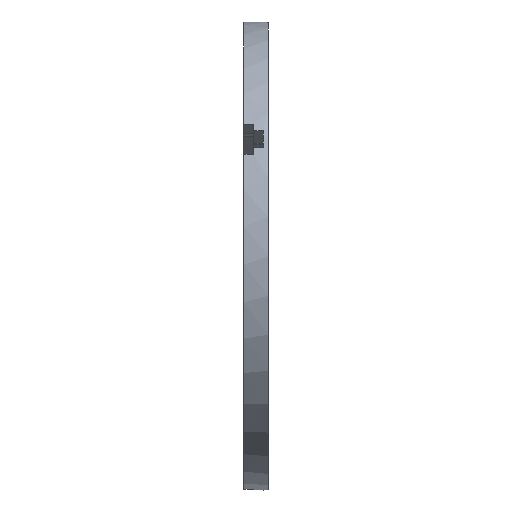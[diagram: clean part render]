
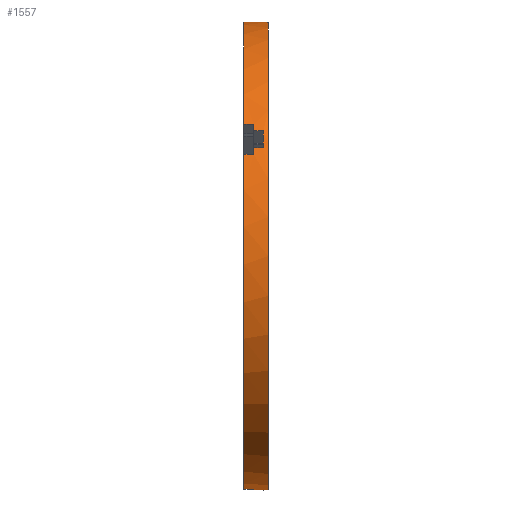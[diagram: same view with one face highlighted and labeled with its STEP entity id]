
A CAD part, left-side view. The second image highlights one B-rep face of the part: STEP entity #1557.
In plain terms, the highlighted cylindrical face has radius 60.325 mm (diameter 120.65 mm), a full revolution.
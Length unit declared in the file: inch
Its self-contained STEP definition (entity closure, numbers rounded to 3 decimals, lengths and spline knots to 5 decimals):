
#24=LINE($,#2405,#120);
#27=LINE($,#2412,#123);
#40=LINE($,#2470,#136);
#44=LINE($,#2477,#140);
#52=LINE($,#2501,#148);
#55=LINE($,#2508,#151);
#68=LINE($,#2566,#164);
#72=LINE($,#2573,#168);
#80=LINE($,#2594,#176);
#81=LINE($,#2598,#177);
#82=LINE($,#2602,#178);
#83=LINE($,#2605,#179);
#120=VECTOR($,#1938,0.1);
#123=VECTOR($,#1943,0.1);
#136=VECTOR($,#1998,0.1);
#140=VECTOR($,#2008,0.1);
#148=VECTOR($,#2042,0.1);
#151=VECTOR($,#2047,0.1);
#164=VECTOR($,#2102,0.1);
#168=VECTOR($,#2112,0.1);
#176=VECTOR($,#2142,0.1);
#177=VECTOR($,#2145,0.1);
#178=VECTOR($,#2148,0.1);
#179=VECTOR($,#2151,0.1);
#292=FACE_BOUND($,#518,.T.);
#387=FACE_OUTER_BOUND($,#517,.T.);
#517=EDGE_LOOP($,(#1304,#1305,#1306,#1307,#1308,#1309,#1310,#1311,#1312,
#1313,#1314,#1315,#1316,#1317,#1318,#1319,#1320,#1321,#1322,#1323,#1324,
#1325,#1326,#1327,#1328));
#518=EDGE_LOOP($,(#1329));
#592=CIRCLE($,#1608,2.375);
#593=CIRCLE($,#1609,2.375);
#597=CIRCLE($,#1613,2.375);
#601=CIRCLE($,#1617,2.375);
#628=CIRCLE($,#1660,2.375);
#632=CIRCLE($,#1664,2.375);
#636=CIRCLE($,#1669,2.375);
#646=CIRCLE($,#1698,2.375);
#650=CIRCLE($,#1702,2.375);
#654=CIRCLE($,#1707,2.375);
#663=CIRCLE($,#1732,2.375);
#664=CIRCLE($,#1733,2.375);
#665=CIRCLE($,#1734,2.375);
#666=CIRCLE($,#1735,2.375);
#692=VERTEX_POINT($,#2277);
#701=VERTEX_POINT($,#2296);
#702=VERTEX_POINT($,#2299);
#709=VERTEX_POINT($,#2313);
#710=VERTEX_POINT($,#2315);
#717=VERTEX_POINT($,#2329);
#718=VERTEX_POINT($,#2331);
#747=VERTEX_POINT($,#2404);
#749=VERTEX_POINT($,#2410);
#750=VERTEX_POINT($,#2411);
#758=VERTEX_POINT($,#2430);
#759=VERTEX_POINT($,#2432);
#765=VERTEX_POINT($,#2446);
#777=VERTEX_POINT($,#2500);
#779=VERTEX_POINT($,#2506);
#780=VERTEX_POINT($,#2507);
#788=VERTEX_POINT($,#2526);
#789=VERTEX_POINT($,#2528);
#795=VERTEX_POINT($,#2542);
#806=VERTEX_POINT($,#2593);
#807=VERTEX_POINT($,#2595);
#808=VERTEX_POINT($,#2597);
#809=VERTEX_POINT($,#2599);
#810=VERTEX_POINT($,#2601);
#811=VERTEX_POINT($,#2603);
#812=VERTEX_POINT($,#2606);
#856=EDGE_CURVE($,#701,#692,#592,.T.);
#857=EDGE_CURVE($,#692,#702,#593,.T.);
#865=EDGE_CURVE($,#709,#710,#597,.T.);
#873=EDGE_CURVE($,#717,#718,#601,.T.);
#903=EDGE_CURVE($,#701,#747,#24,.T.);
#906=EDGE_CURVE($,#749,#750,#27,.T.);
#910=EDGE_CURVE($,#747,#749,#628,.T.);
#917=EDGE_CURVE($,#759,#758,#632,.T.);
#924=EDGE_CURVE($,#750,#765,#636,.T.);
#935=EDGE_CURVE($,#758,#718,#40,.T.);
#939=EDGE_CURVE($,#765,#759,#44,.T.);
#949=EDGE_CURVE($,#717,#777,#52,.T.);
#952=EDGE_CURVE($,#779,#780,#55,.T.);
#956=EDGE_CURVE($,#777,#779,#646,.T.);
#963=EDGE_CURVE($,#789,#788,#650,.T.);
#970=EDGE_CURVE($,#780,#795,#654,.T.);
#981=EDGE_CURVE($,#788,#710,#68,.T.);
#985=EDGE_CURVE($,#795,#789,#72,.T.);
#994=EDGE_CURVE($,#709,#806,#80,.T.);
#995=EDGE_CURVE($,#806,#807,#663,.T.);
#996=EDGE_CURVE($,#807,#808,#81,.T.);
#997=EDGE_CURVE($,#808,#809,#664,.T.);
#998=EDGE_CURVE($,#809,#810,#82,.T.);
#999=EDGE_CURVE($,#810,#811,#665,.T.);
#1000=EDGE_CURVE($,#811,#702,#83,.T.);
#1001=EDGE_CURVE($,#812,#812,#666,.T.);
#1304=ORIENTED_EDGE($,*,*,#903,.T.);
#1305=ORIENTED_EDGE($,*,*,#910,.T.);
#1306=ORIENTED_EDGE($,*,*,#906,.T.);
#1307=ORIENTED_EDGE($,*,*,#924,.T.);
#1308=ORIENTED_EDGE($,*,*,#939,.T.);
#1309=ORIENTED_EDGE($,*,*,#917,.T.);
#1310=ORIENTED_EDGE($,*,*,#935,.T.);
#1311=ORIENTED_EDGE($,*,*,#873,.F.);
#1312=ORIENTED_EDGE($,*,*,#949,.T.);
#1313=ORIENTED_EDGE($,*,*,#956,.T.);
#1314=ORIENTED_EDGE($,*,*,#952,.T.);
#1315=ORIENTED_EDGE($,*,*,#970,.T.);
#1316=ORIENTED_EDGE($,*,*,#985,.T.);
#1317=ORIENTED_EDGE($,*,*,#963,.T.);
#1318=ORIENTED_EDGE($,*,*,#981,.T.);
#1319=ORIENTED_EDGE($,*,*,#865,.F.);
#1320=ORIENTED_EDGE($,*,*,#994,.T.);
#1321=ORIENTED_EDGE($,*,*,#995,.T.);
#1322=ORIENTED_EDGE($,*,*,#996,.T.);
#1323=ORIENTED_EDGE($,*,*,#997,.T.);
#1324=ORIENTED_EDGE($,*,*,#998,.T.);
#1325=ORIENTED_EDGE($,*,*,#999,.T.);
#1326=ORIENTED_EDGE($,*,*,#1000,.T.);
#1327=ORIENTED_EDGE($,*,*,#857,.F.);
#1328=ORIENTED_EDGE($,*,*,#856,.F.);
#1329=ORIENTED_EDGE($,*,*,#1001,.F.);
#1486=CYLINDRICAL_SURFACE($,#1731,2.375);
#1557=ADVANCED_FACE($,(#387,#292),#1486,.T.);
#1608=AXIS2_PLACEMENT_3D($,#2298,#1827,#1828);
#1609=AXIS2_PLACEMENT_3D($,#2300,#1829,#1830);
#1613=AXIS2_PLACEMENT_3D($,#2316,#1841,#1842);
#1617=AXIS2_PLACEMENT_3D($,#2332,#1853,#1854);
#1660=AXIS2_PLACEMENT_3D($,#2419,#1949,#1950);
#1664=AXIS2_PLACEMENT_3D($,#2433,#1960,#1961);
#1669=AXIS2_PLACEMENT_3D($,#2447,#1973,#1974);
#1698=AXIS2_PLACEMENT_3D($,#2515,#2053,#2054);
#1702=AXIS2_PLACEMENT_3D($,#2529,#2064,#2065);
#1707=AXIS2_PLACEMENT_3D($,#2543,#2077,#2078);
#1731=AXIS2_PLACEMENT_3D($,#2592,#2140,#2141);
#1732=AXIS2_PLACEMENT_3D($,#2596,#2143,#2144);
#1733=AXIS2_PLACEMENT_3D($,#2600,#2146,#2147);
#1734=AXIS2_PLACEMENT_3D($,#2604,#2149,#2150);
#1735=AXIS2_PLACEMENT_3D($,#2607,#2152,#2153);
#1827=DIRECTION('center_axis',(0.,1.,0.));
#1828=DIRECTION('ref_axis',(1.,0.,0.));
#1829=DIRECTION('center_axis',(0.,1.,0.));
#1830=DIRECTION('ref_axis',(1.,0.,0.));
#1841=DIRECTION('center_axis',(0.,1.,0.));
#1842=DIRECTION('ref_axis',(1.,0.,0.));
#1853=DIRECTION('center_axis',(0.,1.,0.));
#1854=DIRECTION('ref_axis',(1.,0.,0.));
#1938=DIRECTION($,(0.,-1.,0.));
#1943=DIRECTION($,(0.,-1.,0.));
#1949=DIRECTION('center_axis',(0.,-1.,0.));
#1950=DIRECTION('ref_axis',(1.,0.,0.));
#1960=DIRECTION('center_axis',(0.,-1.,0.));
#1961=DIRECTION('ref_axis',(1.,0.,0.));
#1973=DIRECTION('center_axis',(0.,-1.,0.));
#1974=DIRECTION('ref_axis',(1.,0.,0.));
#1998=DIRECTION($,(0.,1.,0.));
#2008=DIRECTION($,(0.,1.,0.));
#2042=DIRECTION($,(0.,-1.,0.));
#2047=DIRECTION($,(0.,-1.,0.));
#2053=DIRECTION('center_axis',(0.,-1.,0.));
#2054=DIRECTION('ref_axis',(1.,0.,0.));
#2064=DIRECTION('center_axis',(0.,-1.,0.));
#2065=DIRECTION('ref_axis',(1.,0.,0.));
#2077=DIRECTION('center_axis',(0.,-1.,0.));
#2078=DIRECTION('ref_axis',(1.,0.,0.));
#2102=DIRECTION($,(0.,1.,0.));
#2112=DIRECTION($,(0.,1.,0.));
#2140=DIRECTION('center_axis',(0.,1.,0.));
#2141=DIRECTION('ref_axis',(1.,0.,0.));
#2142=DIRECTION($,(0.,-1.,0.));
#2143=DIRECTION('center_axis',(0.,-1.,0.));
#2144=DIRECTION('ref_axis',(1.,0.,0.));
#2145=DIRECTION($,(0.,-1.,0.));
#2146=DIRECTION('center_axis',(0.,-1.,0.));
#2147=DIRECTION('ref_axis',(1.,0.,0.));
#2148=DIRECTION($,(0.,1.,0.));
#2149=DIRECTION('center_axis',(0.,-1.,0.));
#2150=DIRECTION('ref_axis',(1.,0.,0.));
#2151=DIRECTION($,(0.,1.,0.));
#2152=DIRECTION('center_axis',(0.,-1.,0.));
#2153=DIRECTION('ref_axis',(1.,0.,0.));
#2277=CARTESIAN_POINT('',(2.05681,0.25,-1.1875));
#2296=CARTESIAN_POINT('',(2.13872,0.25,1.03272));
#2298=CARTESIAN_POINT('Origin',(0.,0.25,0.));
#2299=CARTESIAN_POINT('',(0.175,0.25,-2.36854));
#2300=CARTESIAN_POINT('Origin',(0.,0.25,0.));
#2313=CARTESIAN_POINT('',(-0.175,0.25,-2.36854));
#2315=CARTESIAN_POINT('',(-2.13872,0.25,1.03272));
#2316=CARTESIAN_POINT('Origin',(0.,0.25,0.));
#2329=CARTESIAN_POINT('',(-1.96372,0.25,1.33583));
#2331=CARTESIAN_POINT('',(1.96372,0.25,1.33583));
#2332=CARTESIAN_POINT('Origin',(0.,0.25,0.));
#2404=CARTESIAN_POINT('',(2.13872,0.15,1.03272));
#2405=CARTESIAN_POINT($,(2.13872,0.,1.03272));
#2410=CARTESIAN_POINT('',(2.10499,0.15,1.09984));
#2411=CARTESIAN_POINT('',(2.10499,0.05,1.09984));
#2412=CARTESIAN_POINT($,(2.10499,0.,1.09984));
#2419=CARTESIAN_POINT('Origin',(0.,0.15,0.));
#2430=CARTESIAN_POINT('',(1.96372,0.15,1.33583));
#2432=CARTESIAN_POINT('',(2.00499,0.15,1.27305));
#2433=CARTESIAN_POINT('Origin',(0.,0.15,0.));
#2446=CARTESIAN_POINT('',(2.00499,0.05,1.27305));
#2447=CARTESIAN_POINT('Origin',(0.,0.05,0.));
#2470=CARTESIAN_POINT($,(1.96372,0.,1.33583));
#2477=CARTESIAN_POINT($,(2.00499,0.,1.27305));
#2500=CARTESIAN_POINT('',(-1.96372,0.15,1.33583));
#2501=CARTESIAN_POINT($,(-1.96372,0.,1.33583));
#2506=CARTESIAN_POINT('',(-2.00499,0.15,1.27305));
#2507=CARTESIAN_POINT('',(-2.00499,0.05,1.27305));
#2508=CARTESIAN_POINT($,(-2.00499,0.,1.27305));
#2515=CARTESIAN_POINT('Origin',(0.,0.15,0.));
#2526=CARTESIAN_POINT('',(-2.13872,0.15,1.03272));
#2528=CARTESIAN_POINT('',(-2.10499,0.15,1.09984));
#2529=CARTESIAN_POINT('Origin',(0.,0.15,0.));
#2542=CARTESIAN_POINT('',(-2.10499,0.05,1.09984));
#2543=CARTESIAN_POINT('Origin',(0.,0.05,0.));
#2566=CARTESIAN_POINT($,(-2.13872,0.,1.03272));
#2573=CARTESIAN_POINT($,(-2.10499,0.,1.09984));
#2592=CARTESIAN_POINT('Origin',(0.,0.,0.));
#2593=CARTESIAN_POINT('',(-0.175,0.15,-2.36854));
#2594=CARTESIAN_POINT($,(-0.175,0.,-2.36854));
#2595=CARTESIAN_POINT('',(-0.1,0.15,-2.37289));
#2596=CARTESIAN_POINT('Origin',(0.,0.15,0.));
#2597=CARTESIAN_POINT('',(-0.1,0.05,-2.37289));
#2598=CARTESIAN_POINT($,(-0.1,0.,-2.37289));
#2599=CARTESIAN_POINT('',(0.1,0.05,-2.37289));
#2600=CARTESIAN_POINT('Origin',(0.,0.05,0.));
#2601=CARTESIAN_POINT('',(0.1,0.15,-2.37289));
#2602=CARTESIAN_POINT($,(0.1,0.,-2.37289));
#2603=CARTESIAN_POINT('',(0.175,0.15,-2.36854));
#2604=CARTESIAN_POINT('Origin',(0.,0.15,0.));
#2605=CARTESIAN_POINT($,(0.175,0.,-2.36854));
#2606=CARTESIAN_POINT('',(-2.375,0.,0.));
#2607=CARTESIAN_POINT('Origin',(0.,0.,0.));
